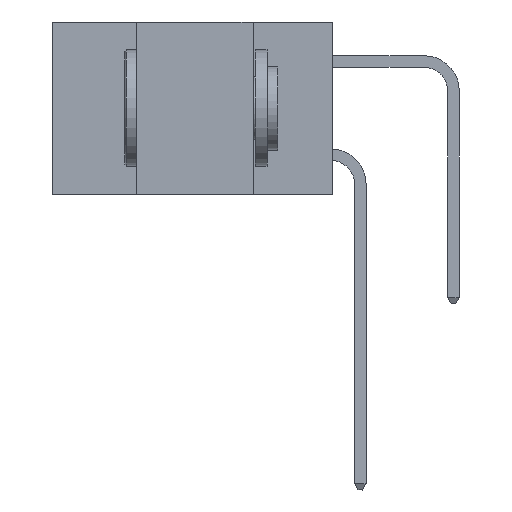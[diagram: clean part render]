
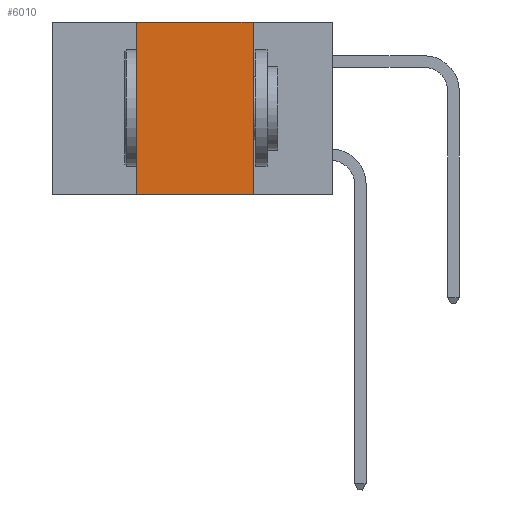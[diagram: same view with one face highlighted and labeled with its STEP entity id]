
A CAD part, left-side view. The second image highlights one B-rep face of the part: STEP entity #6010.
In plain terms, the highlighted planar face has unit normal (-1, 0, 0).
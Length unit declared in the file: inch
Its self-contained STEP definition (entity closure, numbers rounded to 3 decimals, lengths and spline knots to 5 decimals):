
#482 = EDGE_LOOP ( 'NONE', ( #6461, #2130, #1998, #10444 ) ) ;
#973 = EDGE_CURVE ( 'NONE', #6274, #9360, #1555, .T. ) ;
#1307 = DIRECTION ( 'NONE',  ( 0., 0., -1. ) ) ;
#1402 = CARTESIAN_POINT ( 'NONE',  ( 0., 0.17, -0.37 ) ) ;
#1555 = LINE ( 'NONE', #5106, #7433 ) ;
#1998 = ORIENTED_EDGE ( 'NONE', *, *, #7905, .F. ) ;
#2130 = ORIENTED_EDGE ( 'NONE', *, *, #973, .F. ) ;
#3323 = CARTESIAN_POINT ( 'NONE',  ( 0., 0.17, 0. ) ) ;
#4038 = LINE ( 'NONE', #13725, #5522 ) ;
#5106 = CARTESIAN_POINT ( 'NONE',  ( 0., 0.6, 0. ) ) ;
#5522 = VECTOR ( 'NONE', #9038, 39.37008 ) ;
#6010 = ADVANCED_FACE ( 'NONE', ( #12747 ), #12654, .F. ) ;
#6274 = VERTEX_POINT ( 'NONE', #9756 ) ;
#6439 = AXIS2_PLACEMENT_3D ( 'NONE', #9944, #13884, #1307 ) ;
#6461 = ORIENTED_EDGE ( 'NONE', *, *, #14055, .F. ) ;
#6658 = VERTEX_POINT ( 'NONE', #13365 ) ;
#7433 = VECTOR ( 'NONE', #8791, 39.37008 ) ;
#7905 = EDGE_CURVE ( 'NONE', #6658, #6274, #9055, .T. ) ;
#8048 = CARTESIAN_POINT ( 'NONE',  ( 0., 0.17, -0.37 ) ) ;
#8269 = EDGE_CURVE ( 'NONE', #6658, #8347, #4038, .T. ) ;
#8347 = VERTEX_POINT ( 'NONE', #1402 ) ;
#8500 = VECTOR ( 'NONE', #12065, 39.37008 ) ;
#8791 = DIRECTION ( 'NONE',  ( 0., -1., 0. ) ) ;
#9038 = DIRECTION ( 'NONE',  ( 0., -1., 0. ) ) ;
#9055 = LINE ( 'NONE', #13903, #10275 ) ;
#9360 = VERTEX_POINT ( 'NONE', #3323 ) ;
#9756 = CARTESIAN_POINT ( 'NONE',  ( 0., 0.42, 0. ) ) ;
#9944 = CARTESIAN_POINT ( 'NONE',  ( 0., 0.6, 0. ) ) ;
#10275 = VECTOR ( 'NONE', #12770, 39.37008 ) ;
#10444 = ORIENTED_EDGE ( 'NONE', *, *, #8269, .T. ) ;
#12065 = DIRECTION ( 'NONE',  ( 0., 0., -1. ) ) ;
#12654 = PLANE ( 'NONE',  #6439 ) ;
#12747 = FACE_OUTER_BOUND ( 'NONE', #482, .T. ) ;
#12770 = DIRECTION ( 'NONE',  ( 0., 0., 1. ) ) ;
#13365 = CARTESIAN_POINT ( 'NONE',  ( 0., 0.42, -0.37 ) ) ;
#13725 = CARTESIAN_POINT ( 'NONE',  ( 0., 0.6, -0.37 ) ) ;
#13884 = DIRECTION ( 'NONE',  ( 1., 0., 0. ) ) ;
#13903 = CARTESIAN_POINT ( 'NONE',  ( 0., 0.42, -0.37 ) ) ;
#14055 = EDGE_CURVE ( 'NONE', #9360, #8347, #14369, .T. ) ;
#14369 = LINE ( 'NONE', #8048, #8500 ) ;
